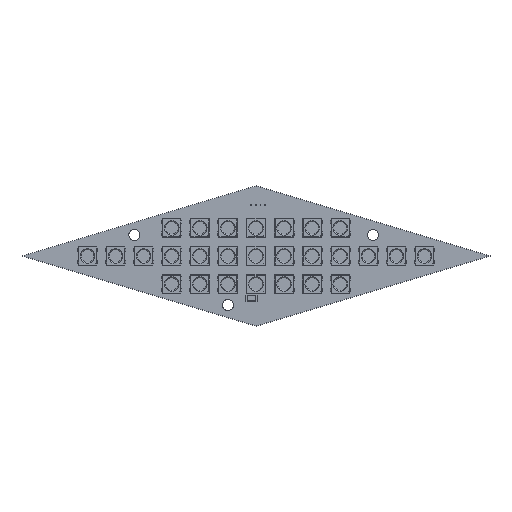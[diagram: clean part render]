
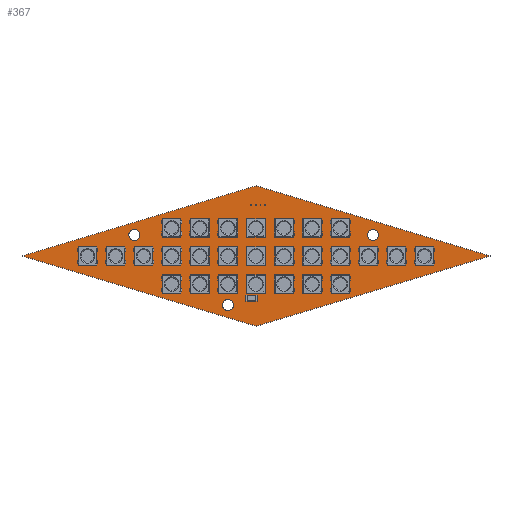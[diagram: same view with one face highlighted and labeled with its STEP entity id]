
A CAD part, top view. The second image highlights one B-rep face of the part: STEP entity #367.
In plain terms, the highlighted planar face has unit normal (0, 0, 1).
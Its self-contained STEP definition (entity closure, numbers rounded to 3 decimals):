
#149 = VERTEX_POINT('',#150);
#150 = CARTESIAN_POINT('',(0.,0.,0.));
#167 = VERTEX_POINT('',#168);
#168 = CARTESIAN_POINT('',(63.5,-19.05,0.));
#174 = EDGE_CURVE('',#149,#167,#175,.T.);
#175 = LINE('',#176,#177);
#176 = CARTESIAN_POINT('',(0.,0.,0.));
#177 = VECTOR('',#178,1.);
#178 = DIRECTION('',(0.958,-0.287,0.));
#198 = VERTEX_POINT('',#199);
#199 = CARTESIAN_POINT('',(127.,0.,0.));
#205 = EDGE_CURVE('',#167,#198,#206,.T.);
#206 = LINE('',#207,#208);
#207 = CARTESIAN_POINT('',(63.5,-19.05,0.));
#208 = VECTOR('',#209,1.);
#209 = DIRECTION('',(0.958,0.287,0.));
#229 = VERTEX_POINT('',#230);
#230 = CARTESIAN_POINT('',(63.5,19.05,0.));
#236 = EDGE_CURVE('',#198,#229,#237,.T.);
#237 = LINE('',#238,#239);
#238 = CARTESIAN_POINT('',(127.,0.,0.));
#239 = VECTOR('',#240,1.);
#240 = DIRECTION('',(-0.958,0.287,0.));
#258 = EDGE_CURVE('',#229,#149,#259,.T.);
#259 = LINE('',#260,#261);
#260 = CARTESIAN_POINT('',(63.5,19.05,0.));
#261 = VECTOR('',#262,1.);
#262 = DIRECTION('',(-0.958,-0.287,0.));
#273 = VERTEX_POINT('',#274);
#274 = CARTESIAN_POINT('',(57.404,-13.335,0.));
#290 = EDGE_CURVE('',#273,#273,#291,.T.);
#291 = CIRCLE('',#292,1.524);
#292 = AXIS2_PLACEMENT_3D('',#293,#294,#295);
#293 = CARTESIAN_POINT('',(55.88,-13.335,0.));
#294 = DIRECTION('',(0.,0.,-1.));
#295 = DIRECTION('',(1.,0.,0.));
#306 = VERTEX_POINT('',#307);
#307 = CARTESIAN_POINT('',(96.774,5.715,0.));
#323 = EDGE_CURVE('',#306,#306,#324,.T.);
#324 = CIRCLE('',#325,1.524);
#325 = AXIS2_PLACEMENT_3D('',#326,#327,#328);
#326 = CARTESIAN_POINT('',(95.25,5.715,0.));
#327 = DIRECTION('',(0.,0.,-1.));
#328 = DIRECTION('',(1.,0.,0.));
#339 = VERTEX_POINT('',#340);
#340 = CARTESIAN_POINT('',(32.004,5.715,0.));
#356 = EDGE_CURVE('',#339,#339,#357,.T.);
#357 = CIRCLE('',#358,1.524);
#358 = AXIS2_PLACEMENT_3D('',#359,#360,#361);
#359 = CARTESIAN_POINT('',(30.48,5.715,0.));
#360 = DIRECTION('',(0.,0.,-1.));
#361 = DIRECTION('',(1.,0.,0.));
#367 = ADVANCED_FACE('',(#368,#374,#377,#380),#383,.F.);
#368 = FACE_BOUND('',#369,.T.);
#369 = EDGE_LOOP('',(#370,#371,#372,#373));
#370 = ORIENTED_EDGE('',*,*,#174,.T.);
#371 = ORIENTED_EDGE('',*,*,#205,.T.);
#372 = ORIENTED_EDGE('',*,*,#236,.T.);
#373 = ORIENTED_EDGE('',*,*,#258,.T.);
#374 = FACE_BOUND('',#375,.T.);
#375 = EDGE_LOOP('',(#376));
#376 = ORIENTED_EDGE('',*,*,#290,.T.);
#377 = FACE_BOUND('',#378,.T.);
#378 = EDGE_LOOP('',(#379));
#379 = ORIENTED_EDGE('',*,*,#323,.T.);
#380 = FACE_BOUND('',#381,.T.);
#381 = EDGE_LOOP('',(#382));
#382 = ORIENTED_EDGE('',*,*,#356,.T.);
#383 = PLANE('',#384);
#384 = AXIS2_PLACEMENT_3D('',#385,#386,#387);
#385 = CARTESIAN_POINT('',(0.,0.,0.));
#386 = DIRECTION('',(0.,0.,-1.));
#387 = DIRECTION('',(-1.,0.,0.));
